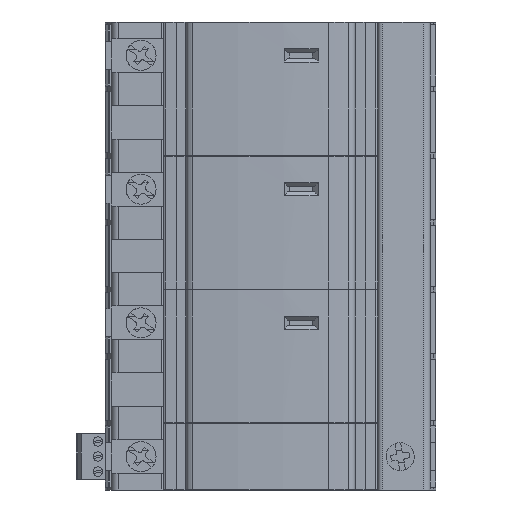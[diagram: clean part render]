
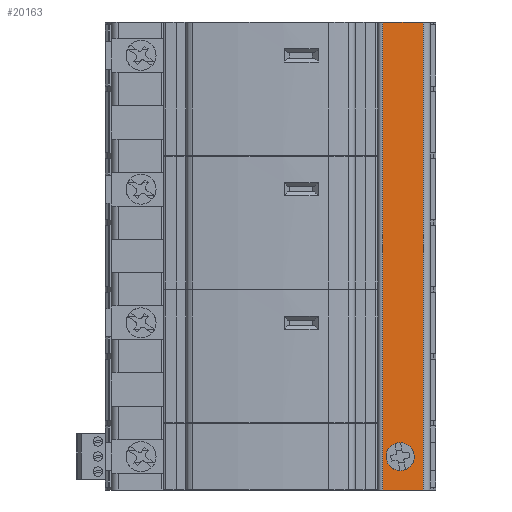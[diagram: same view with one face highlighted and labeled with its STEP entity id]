
A CAD part, left-side view. The second image highlights one B-rep face of the part: STEP entity #20163.
In plain terms, the highlighted planar face has unit normal (-0.998, -0.07, 0).
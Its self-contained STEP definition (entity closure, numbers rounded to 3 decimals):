
#233=DIRECTION('',(0.07,-0.998,0.));
#234=VECTOR('',#233,10.825);
#235=CARTESIAN_POINT('',(-42.9,-29.841,-8.9));
#236=LINE('',#235,#234);
#362=DIRECTION('',(0.,0.,1.));
#363=VECTOR('',#362,124.6);
#364=CARTESIAN_POINT('',(-42.145,-40.64,-8.9));
#365=LINE('',#364,#363);
#370=CARTESIAN_POINT('',(-42.312,-38.25,0.));
#371=CARTESIAN_POINT('',(-42.312,-38.25,-0.221));
#372=CARTESIAN_POINT('',(-42.315,-38.211,
-0.679));
#373=CARTESIAN_POINT('',(-42.329,-38.012,
-1.385));
#374=CARTESIAN_POINT('',(-42.353,-37.662,
-2.064));
#375=CARTESIAN_POINT('',(-42.388,-37.171,
-2.671));
#376=CARTESIAN_POINT('',(-42.43,-36.564,
-3.162));
#377=CARTESIAN_POINT('',(-42.478,-35.885,
-3.512));
#378=CARTESIAN_POINT('',(-42.519,-35.297,
-3.678));
#379=CARTESIAN_POINT('',(-42.551,-34.835,
-3.74));
#380=CARTESIAN_POINT('',(-42.574,-34.5,-3.755));
#381=CARTESIAN_POINT('',(-42.598,-34.165,
-3.74));
#382=CARTESIAN_POINT('',(-42.63,-33.703,
-3.678));
#383=CARTESIAN_POINT('',(-42.671,-33.115,
-3.512));
#384=CARTESIAN_POINT('',(-42.719,-32.436,
-3.162));
#385=CARTESIAN_POINT('',(-42.761,-31.829,
-2.671));
#386=CARTESIAN_POINT('',(-42.796,-31.338,
-2.064));
#387=CARTESIAN_POINT('',(-42.82,-30.988,
-1.385));
#388=CARTESIAN_POINT('',(-42.834,-30.789,
-0.679));
#389=CARTESIAN_POINT('',(-42.837,-30.75,-0.221));
#390=CARTESIAN_POINT('',(-42.837,-30.75,0.));
#392=CARTESIAN_POINT('',(-42.837,-30.75,0.));
#393=CARTESIAN_POINT('',(-42.837,-30.75,0.221));
#394=CARTESIAN_POINT('',(-42.834,-30.789,
0.679));
#395=CARTESIAN_POINT('',(-42.82,-30.988,1.385));
#396=CARTESIAN_POINT('',(-42.796,-31.338,2.064));
#397=CARTESIAN_POINT('',(-42.761,-31.829,2.671));
#398=CARTESIAN_POINT('',(-42.719,-32.436,3.162));
#399=CARTESIAN_POINT('',(-42.671,-33.115,3.512));
#400=CARTESIAN_POINT('',(-42.63,-33.703,3.678));
#401=CARTESIAN_POINT('',(-42.598,-34.165,3.74));
#402=CARTESIAN_POINT('',(-42.574,-34.5,3.755));
#403=CARTESIAN_POINT('',(-42.551,-34.835,3.74));
#404=CARTESIAN_POINT('',(-42.519,-35.297,3.678));
#405=CARTESIAN_POINT('',(-42.478,-35.885,3.512));
#406=CARTESIAN_POINT('',(-42.43,-36.564,3.162));
#407=CARTESIAN_POINT('',(-42.388,-37.171,2.671));
#408=CARTESIAN_POINT('',(-42.353,-37.662,2.064));
#409=CARTESIAN_POINT('',(-42.329,-38.012,1.385));
#410=CARTESIAN_POINT('',(-42.315,-38.211,
0.679));
#411=CARTESIAN_POINT('',(-42.312,-38.25,0.221));
#412=CARTESIAN_POINT('',(-42.312,-38.25,0.));
#2206=DIRECTION('',(0.07,-0.998,0.));
#2207=VECTOR('',#2206,10.825);
#2208=CARTESIAN_POINT('',(-42.9,-29.841,115.7));
#2209=LINE('',#2208,#2207);
#8563=DIRECTION('',(0.,0.,-1.));
#8564=VECTOR('',#8563,124.6);
#8565=CARTESIAN_POINT('',(-42.9,-29.841,115.7));
#8566=LINE('',#8565,#8564);
#15215=CARTESIAN_POINT('',(-42.9,-29.841,-8.9));
#15216=CARTESIAN_POINT('',(-42.145,-40.64,-8.9));
#15217=VERTEX_POINT('',#15215);
#15218=VERTEX_POINT('',#15216);
#15531=VERTEX_POINT('',#370);
#15532=VERTEX_POINT('',#390);
#18357=CARTESIAN_POINT('',(-42.9,-29.841,115.7));
#18358=CARTESIAN_POINT('',(-42.145,-40.64,115.7));
#18359=VERTEX_POINT('',#18357);
#18360=VERTEX_POINT('',#18358);
#20144=CARTESIAN_POINT('',(-42.9,-29.841,-8.9));
#20145=DIRECTION('',(-0.998,-0.07,0.));
#20146=DIRECTION('',(0.07,-0.998,0.));
#20147=AXIS2_PLACEMENT_3D('',#20144,#20145,#20146);
#20148=PLANE('',#20147);
#20150=ORIENTED_EDGE('',*,*,#20149,.F.);
#20152=ORIENTED_EDGE('',*,*,#20151,.T.);
#20153=ORIENTED_EDGE('',*,*,#20135,.F.);
#20154=ORIENTED_EDGE('',*,*,#20020,.F.);
#20155=EDGE_LOOP('',(#20150,#20152,#20153,#20154));
#20156=FACE_OUTER_BOUND('',#20155,.F.);
#20158=ORIENTED_EDGE('',*,*,#20157,.F.);
#20160=ORIENTED_EDGE('',*,*,#20159,.F.);
#20161=EDGE_LOOP('',(#20158,#20160));
#20162=FACE_BOUND('',#20161,.F.);
#20163=ADVANCED_FACE('',(#20156,#20162),#20148,.T.);
#391=B_SPLINE_CURVE_WITH_KNOTS('',3,(#370,#371,#372,#373,#374,#375,#376,#377,
#378,#379,#380,#381,#382,#383,#384,#385,#386,#387,#388,#389,#390),.UNSPECIFIED.,
.F.,.F.,(4,1,1,1,1,1,1,1,1,1,1,1,1,1,1,1,1,1,4),(0.,0.063,0.125,0.188,
0.25,0.313,0.375,0.438,0.469,0.5,0.531,0.563,0.625,
0.688,0.75,0.813,0.875,0.938,1.),.UNSPECIFIED.);
#413=B_SPLINE_CURVE_WITH_KNOTS('',3,(#392,#393,#394,#395,#396,#397,#398,#399,
#400,#401,#402,#403,#404,#405,#406,#407,#408,#409,#410,#411,#412),.UNSPECIFIED.,
.F.,.F.,(4,1,1,1,1,1,1,1,1,1,1,1,1,1,1,1,1,1,4),(0.,0.063,0.125,0.188,
0.25,0.313,0.375,0.438,0.469,0.5,0.531,0.563,0.625,
0.688,0.75,0.813,0.875,0.938,1.),.UNSPECIFIED.);
#20020=EDGE_CURVE('',#15217,#15218,#236,.T.);
#20135=EDGE_CURVE('',#15218,#18360,#365,.T.);
#20149=EDGE_CURVE('',#18359,#15217,#8566,.T.);
#20151=EDGE_CURVE('',#18359,#18360,#2209,.T.);
#20157=EDGE_CURVE('',#15531,#15532,#391,.T.);
#20159=EDGE_CURVE('',#15532,#15531,#413,.T.);
